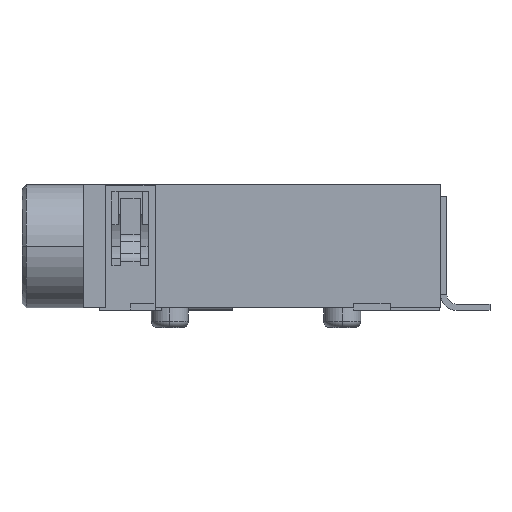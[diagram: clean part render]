
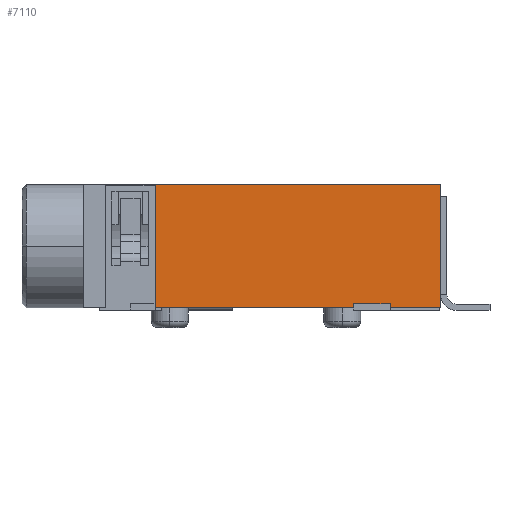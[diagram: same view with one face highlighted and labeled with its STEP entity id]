
A CAD part, top view. The second image highlights one B-rep face of the part: STEP entity #7110.
In plain terms, the highlighted planar face has unit normal (0, 0, 1).
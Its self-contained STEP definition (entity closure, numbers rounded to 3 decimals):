
#1108 = DIRECTION ( 'NONE',  ( 0., 0., -1. ) ) ;
#1471 = CARTESIAN_POINT ( 'NONE',  ( 2.375, 7.115, 18.386 ) ) ;
#1607 = VECTOR ( 'NONE', #6651, 1000. ) ;
#1638 = EDGE_CURVE ( 'NONE', #2746, #3989, #6481, .T. ) ;
#1719 = PLANE ( 'NONE',  #4771 ) ;
#2001 = CARTESIAN_POINT ( 'NONE',  ( 13.975, 7.115, 18.386 ) ) ;
#2015 = DIRECTION ( 'NONE',  ( 0., -1., 0. ) ) ;
#2262 = DIRECTION ( 'NONE',  ( 0., -1., 0. ) ) ;
#2487 = VERTEX_POINT ( 'NONE', #2001 ) ;
#2746 = VERTEX_POINT ( 'NONE', #6161 ) ;
#2963 = CARTESIAN_POINT ( 'NONE',  ( 2.375, 12.115, 18.386 ) ) ;
#3195 = CARTESIAN_POINT ( 'NONE',  ( 13.975, 12.115, 18.386 ) ) ;
#3431 = ORIENTED_EDGE ( 'NONE', *, *, #4278, .F. ) ;
#3776 = LINE ( 'NONE', #6416, #6991 ) ;
#3989 = VERTEX_POINT ( 'NONE', #3195 ) ;
#4137 = FACE_OUTER_BOUND ( 'NONE', #7698, .T. ) ;
#4221 = CARTESIAN_POINT ( 'NONE',  ( 2.375, 7.115, 18.386 ) ) ;
#4278 = EDGE_CURVE ( 'NONE', #3989, #2487, #8171, .T. ) ;
#4343 = LINE ( 'NONE', #4221, #5851 ) ;
#4541 = ORIENTED_EDGE ( 'NONE', *, *, #7090, .T. ) ;
#4547 = ORIENTED_EDGE ( 'NONE', *, *, #1638, .F. ) ;
#4771 = AXIS2_PLACEMENT_3D ( 'NONE', #4890, #1108, #5533 ) ;
#4890 = CARTESIAN_POINT ( 'NONE',  ( 2.375, 12.115, 18.386 ) ) ;
#5533 = DIRECTION ( 'NONE',  ( 0., -1., 0. ) ) ;
#5851 = VECTOR ( 'NONE', #8050, 1000. ) ;
#6042 = EDGE_CURVE ( 'NONE', #2746, #6893, #3776, .T. ) ;
#6161 = CARTESIAN_POINT ( 'NONE',  ( 2.375, 12.115, 18.386 ) ) ;
#6416 = CARTESIAN_POINT ( 'NONE',  ( 2.375, 12.115, 18.386 ) ) ;
#6475 = VECTOR ( 'NONE', #2262, 1000. ) ;
#6481 = LINE ( 'NONE', #2963, #1607 ) ;
#6651 = DIRECTION ( 'NONE',  ( 1., 0., 0. ) ) ;
#6893 = VERTEX_POINT ( 'NONE', #1471 ) ;
#6991 = VECTOR ( 'NONE', #2015, 1000. ) ;
#7090 = EDGE_CURVE ( 'NONE', #6893, #2487, #4343, .T. ) ;
#7110 = ADVANCED_FACE ( 'NONE', ( #4137 ), #1719, .F. ) ;
#7698 = EDGE_LOOP ( 'NONE', ( #4541, #3431, #4547, #8144 ) ) ;
#8012 = CARTESIAN_POINT ( 'NONE',  ( 13.975, 12.115, 18.386 ) ) ;
#8050 = DIRECTION ( 'NONE',  ( 1., 0., 0. ) ) ;
#8144 = ORIENTED_EDGE ( 'NONE', *, *, #6042, .T. ) ;
#8171 = LINE ( 'NONE', #8012, #6475 ) ;
